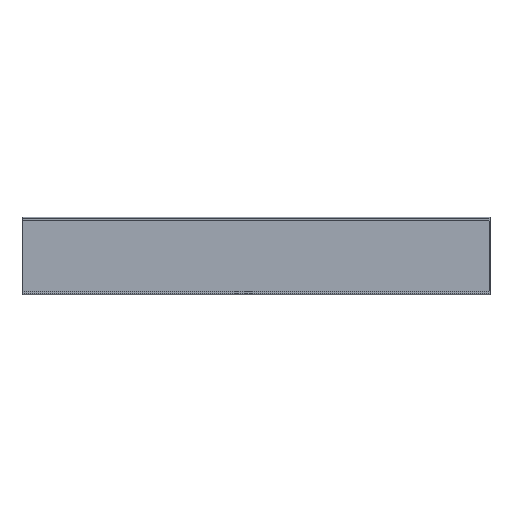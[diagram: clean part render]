
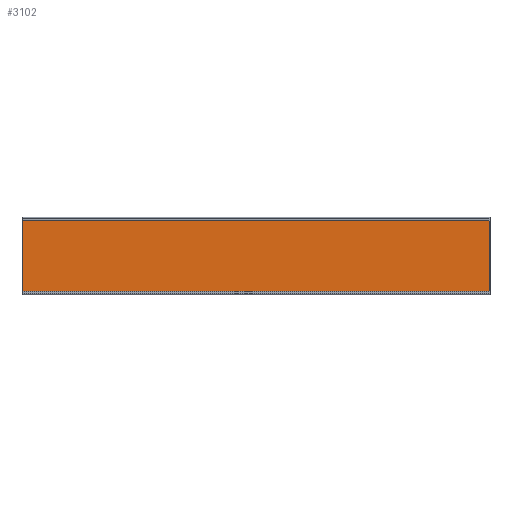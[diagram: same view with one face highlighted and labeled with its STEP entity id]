
A CAD part, top view. The second image highlights one B-rep face of the part: STEP entity #3102.
In plain terms, the highlighted planar face has unit normal (0, 0, 1).
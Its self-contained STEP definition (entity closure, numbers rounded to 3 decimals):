
#25 = LINE ( 'NONE', #2782, #3541 ) ;
#116 = EDGE_LOOP ( 'NONE', ( #1557, #1566, #1604, #2914 ) ) ;
#138 = DIRECTION ( 'NONE',  ( 1., 0., 0. ) ) ;
#178 = DIRECTION ( 'NONE',  ( 0., -1., 0. ) ) ;
#212 = DIRECTION ( 'NONE',  ( 0., 0., 1. ) ) ;
#226 = CARTESIAN_POINT ( 'NONE',  ( 604.975, 97.975, 1.35 ) ) ;
#253 = VERTEX_POINT ( 'NONE', #1026 ) ;
#388 = EDGE_CURVE ( 'NONE', #1007, #253, #2739, .T. ) ;
#391 = EDGE_CURVE ( 'NONE', #253, #3845, #25, .T. ) ;
#548 = CARTESIAN_POINT ( 'NONE',  ( -604.975, -97.975, 1.35 ) ) ;
#669 = VECTOR ( 'NONE', #1445, 1000. ) ;
#1007 = VERTEX_POINT ( 'NONE', #548 ) ;
#1026 = CARTESIAN_POINT ( 'NONE',  ( -604.975, 97.975, 1.35 ) ) ;
#1256 = PLANE ( 'NONE',  #1839 ) ;
#1402 = CARTESIAN_POINT ( 'NONE',  ( -604.975, -97.975, 1.35 ) ) ;
#1417 = CARTESIAN_POINT ( 'NONE',  ( 0., 0., 1.35 ) ) ;
#1445 = DIRECTION ( 'NONE',  ( 0., 1., 0. ) ) ;
#1557 = ORIENTED_EDGE ( 'NONE', *, *, #2555, .F. ) ;
#1566 = ORIENTED_EDGE ( 'NONE', *, *, #3045, .F. ) ;
#1604 = ORIENTED_EDGE ( 'NONE', *, *, #391, .F. ) ;
#1674 = DIRECTION ( 'NONE',  ( 1., 0., 0. ) ) ;
#1839 = AXIS2_PLACEMENT_3D ( 'NONE', #1417, #212, #138 ) ;
#2009 = LINE ( 'NONE', #226, #2826 ) ;
#2341 = CARTESIAN_POINT ( 'NONE',  ( 604.975, 97.975, 1.35 ) ) ;
#2555 = EDGE_CURVE ( 'NONE', #2585, #1007, #3366, .T. ) ;
#2585 = VERTEX_POINT ( 'NONE', #3490 ) ;
#2739 = LINE ( 'NONE', #1402, #669 ) ;
#2782 = CARTESIAN_POINT ( 'NONE',  ( -607., 97.975, 1.35 ) ) ;
#2826 = VECTOR ( 'NONE', #178, 1000. ) ;
#2914 = ORIENTED_EDGE ( 'NONE', *, *, #388, .F. ) ;
#3045 = EDGE_CURVE ( 'NONE', #3845, #2585, #2009, .T. ) ;
#3102 = ADVANCED_FACE ( 'NONE', ( #3742 ), #1256, .T. ) ;
#3146 = VECTOR ( 'NONE', #3553, 1000. ) ;
#3366 = LINE ( 'NONE', #3589, #3146 ) ;
#3490 = CARTESIAN_POINT ( 'NONE',  ( 604.975, -97.975, 1.35 ) ) ;
#3541 = VECTOR ( 'NONE', #1674, 1000. ) ;
#3553 = DIRECTION ( 'NONE',  ( -1., 0., 0. ) ) ;
#3589 = CARTESIAN_POINT ( 'NONE',  ( 607., -97.975, 1.35 ) ) ;
#3742 = FACE_OUTER_BOUND ( 'NONE', #116, .T. ) ;
#3845 = VERTEX_POINT ( 'NONE', #2341 ) ;
